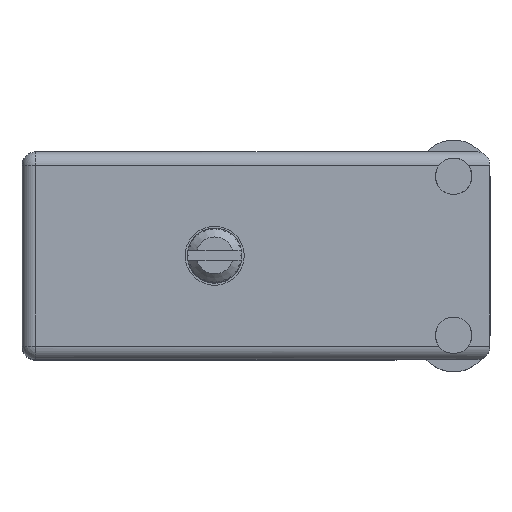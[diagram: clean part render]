
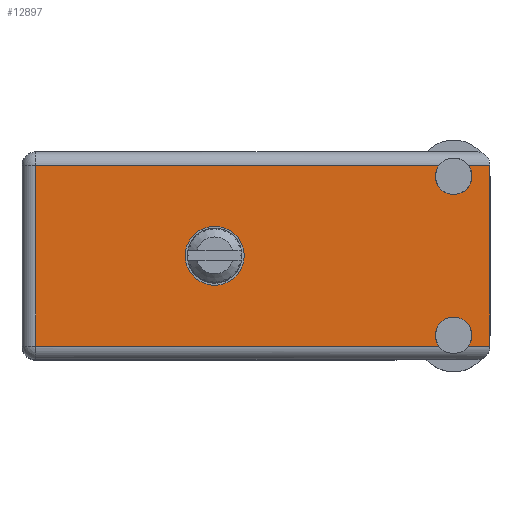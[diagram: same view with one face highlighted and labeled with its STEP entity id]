
A CAD part, top view. The second image highlights one B-rep face of the part: STEP entity #12897.
In plain terms, the highlighted face is planar.
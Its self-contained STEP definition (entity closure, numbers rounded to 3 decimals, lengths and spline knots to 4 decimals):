
#557 = DIRECTION ( 'NONE',  ( 0., 0., 1. ) ) ;
#2448 = CARTESIAN_POINT ( 'NONE',  ( 0.6625, 0.906, -0.256 ) ) ;
#4953 = CIRCLE ( 'NONE', #43187, 0.1015 ) ;
#5794 = ORIENTED_EDGE ( 'NONE', *, *, #123222, .F. ) ;
#10597 = DIRECTION ( 'NONE',  ( 0., 0., 1. ) ) ;
#11728 = CARTESIAN_POINT ( 'NONE',  ( 0., 0.906, -0.715 ) ) ;
#12897 = ADVANCED_FACE ( 'NONE', ( #127702, #151766 ), #112096, .T. ) ;
#13255 = CIRCLE ( 'NONE', #116221, 0.0625 ) ;
#16840 = DIRECTION ( 'NONE',  ( 1., 0., 0. ) ) ;
#17284 = DIRECTION ( 'NONE',  ( 1., 0., 0. ) ) ;
#18816 = LINE ( 'NONE', #35292, #172849 ) ;
#19557 = VERTEX_POINT ( 'NONE', #34596 ) ;
#19684 = VECTOR ( 'NONE', #103420, 39.3701 ) ;
#19775 = VERTEX_POINT ( 'NONE', #61130 ) ;
#21870 = DIRECTION ( 'NONE',  ( 0., 1., 0. ) ) ;
#26183 = EDGE_CURVE ( 'NONE', #19775, #104082, #60331, .T. ) ;
#30902 = CARTESIAN_POINT ( 'NONE',  ( 0., 0.906, -0.668 ) ) ;
#33673 = CARTESIAN_POINT ( 'NONE',  ( 0.047, 0.906, -0.668 ) ) ;
#34596 = CARTESIAN_POINT ( 'NONE',  ( 1.4336, 0.906, -0.047 ) ) ;
#35292 = CARTESIAN_POINT ( 'NONE',  ( 1.609, 0.906, 0. ) ) ;
#37539 = EDGE_CURVE ( 'NONE', #81317, #75902, #144356, .T. ) ;
#39851 = VERTEX_POINT ( 'NONE', #2448 ) ;
#40538 = CARTESIAN_POINT ( 'NONE',  ( 0., 0.906, -0.668 ) ) ;
#41370 = ORIENTED_EDGE ( 'NONE', *, *, #154086, .F. ) ;
#41421 = LINE ( 'NONE', #40538, #118993 ) ;
#41982 = CARTESIAN_POINT ( 'NONE',  ( 1.484, 0.906, -0.631 ) ) ;
#43187 = AXIS2_PLACEMENT_3D ( 'NONE', #122091, #92560, #10597 ) ;
#43337 = VERTEX_POINT ( 'NONE', #33673 ) ;
#46492 = CARTESIAN_POINT ( 'NONE',  ( 1.4336, 0.906, -0.668 ) ) ;
#47350 = ORIENTED_EDGE ( 'NONE', *, *, #120520, .T. ) ;
#47579 = LINE ( 'NONE', #131414, #166445 ) ;
#51270 = CARTESIAN_POINT ( 'NONE',  ( 0.6625, 0.906, -0.3575 ) ) ;
#54447 = CARTESIAN_POINT ( 'NONE',  ( 1.5344, 0.906, -0.047 ) ) ;
#60331 = LINE ( 'NONE', #30902, #81333 ) ;
#61130 = CARTESIAN_POINT ( 'NONE',  ( 1.609, 0.906, -0.668 ) ) ;
#61245 = DIRECTION ( 'NONE',  ( -1., 0., 0. ) ) ;
#66615 = AXIS2_PLACEMENT_3D ( 'NONE', #98480, #85556, #113220 ) ;
#67907 = DIRECTION ( 'NONE',  ( 0., 0., 1. ) ) ;
#68550 = DIRECTION ( 'NONE',  ( 0., 1., 0. ) ) ;
#69415 = AXIS2_PLACEMENT_3D ( 'NONE', #11728, #96464, #67907 ) ;
#74850 = LINE ( 'NONE', #146736, #19684 ) ;
#75902 = VERTEX_POINT ( 'NONE', #122989 ) ;
#76603 = ORIENTED_EDGE ( 'NONE', *, *, #161956, .F. ) ;
#80514 = EDGE_CURVE ( 'NONE', #166052, #93404, #87704, .T. ) ;
#81317 = VERTEX_POINT ( 'NONE', #46492 ) ;
#81333 = VECTOR ( 'NONE', #61245, 39.3701 ) ;
#85073 = DIRECTION ( 'NONE',  ( 0., 0., 1. ) ) ;
#85556 = DIRECTION ( 'NONE',  ( 0., 1., 0. ) ) ;
#87704 = LINE ( 'NONE', #114453, #95124 ) ;
#88431 = AXIS2_PLACEMENT_3D ( 'NONE', #164438, #90781, #178263 ) ;
#90781 = DIRECTION ( 'NONE',  ( 0., 1., 0. ) ) ;
#92560 = DIRECTION ( 'NONE',  ( 0., 1., 0. ) ) ;
#93404 = VERTEX_POINT ( 'NONE', #125335 ) ;
#94743 = CARTESIAN_POINT ( 'NONE',  ( 1.484, 0.906, -0.1465 ) ) ;
#95124 = VECTOR ( 'NONE', #16840, 39.3701 ) ;
#96464 = DIRECTION ( 'NONE',  ( 0., 1., 0. ) ) ;
#98480 = CARTESIAN_POINT ( 'NONE',  ( 1.484, 0.906, -0.084 ) ) ;
#103420 = DIRECTION ( 'NONE',  ( 0., 0., 1. ) ) ;
#103837 = ORIENTED_EDGE ( 'NONE', *, *, #80514, .T. ) ;
#104082 = VERTEX_POINT ( 'NONE', #126634 ) ;
#108730 = DIRECTION ( 'NONE',  ( -1., 0., 0. ) ) ;
#109174 = EDGE_CURVE ( 'NONE', #143276, #19557, #47579, .T. ) ;
#110360 = ORIENTED_EDGE ( 'NONE', *, *, #109174, .T. ) ;
#112096 = PLANE ( 'NONE',  #69415 ) ;
#113220 = DIRECTION ( 'NONE',  ( 0., 0., 1. ) ) ;
#113515 = VERTEX_POINT ( 'NONE', #172596 ) ;
#113530 = ORIENTED_EDGE ( 'NONE', *, *, #134004, .T. ) ;
#114453 = CARTESIAN_POINT ( 'NONE',  ( 1.609, 0.906, -0.047 ) ) ;
#115528 = DIRECTION ( 'NONE',  ( 0., 0., 1. ) ) ;
#116221 = AXIS2_PLACEMENT_3D ( 'NONE', #41982, #127640, #557 ) ;
#118993 = VECTOR ( 'NONE', #108730, 39.3701 ) ;
#119948 = EDGE_LOOP ( 'NONE', ( #110360, #144629, #41370, #103837, #5794, #129836, #76603, #154563, #113530, #47350 ) ) ;
#120520 = EDGE_CURVE ( 'NONE', #43337, #143276, #74850, .T. ) ;
#122091 = CARTESIAN_POINT ( 'NONE',  ( 0.6625, 0.906, -0.3575 ) ) ;
#122989 = CARTESIAN_POINT ( 'NONE',  ( 1.484, 0.906, -0.5685 ) ) ;
#123222 = EDGE_CURVE ( 'NONE', #19775, #93404, #18816, .T. ) ;
#125335 = CARTESIAN_POINT ( 'NONE',  ( 1.609, 0.906, -0.047 ) ) ;
#126634 = CARTESIAN_POINT ( 'NONE',  ( 1.5344, 0.906, -0.668 ) ) ;
#127640 = DIRECTION ( 'NONE',  ( 0., 1., 0. ) ) ;
#127702 = FACE_BOUND ( 'NONE', #144798, .T. ) ;
#129836 = ORIENTED_EDGE ( 'NONE', *, *, #26183, .T. ) ;
#130002 = EDGE_CURVE ( 'NONE', #164087, #19557, #145202, .T. ) ;
#131414 = CARTESIAN_POINT ( 'NONE',  ( 1.609, 0.906, -0.047 ) ) ;
#134004 = EDGE_CURVE ( 'NONE', #81317, #43337, #41421, .T. ) ;
#143276 = VERTEX_POINT ( 'NONE', #162984 ) ;
#144356 = CIRCLE ( 'NONE', #88431, 0.0625 ) ;
#144629 = ORIENTED_EDGE ( 'NONE', *, *, #130002, .F. ) ;
#144798 = EDGE_LOOP ( 'NONE', ( #159307, #162310 ) ) ;
#145202 = CIRCLE ( 'NONE', #174611, 0.0625 ) ;
#146736 = CARTESIAN_POINT ( 'NONE',  ( 0.047, 0.906, -0.715 ) ) ;
#149006 = DIRECTION ( 'NONE',  ( 0., 0., 1. ) ) ;
#151766 = FACE_OUTER_BOUND ( 'NONE', #119948, .T. ) ;
#153488 = EDGE_CURVE ( 'NONE', #39851, #113515, #154917, .T. ) ;
#154086 = EDGE_CURVE ( 'NONE', #166052, #164087, #169609, .T. ) ;
#154563 = ORIENTED_EDGE ( 'NONE', *, *, #37539, .F. ) ;
#154917 = CIRCLE ( 'NONE', #175498, 0.1015 ) ;
#155135 = CARTESIAN_POINT ( 'NONE',  ( 1.484, 0.906, -0.084 ) ) ;
#159307 = ORIENTED_EDGE ( 'NONE', *, *, #153488, .F. ) ;
#161956 = EDGE_CURVE ( 'NONE', #75902, #104082, #13255, .T. ) ;
#162310 = ORIENTED_EDGE ( 'NONE', *, *, #177847, .F. ) ;
#162984 = CARTESIAN_POINT ( 'NONE',  ( 0.047, 0.906, -0.047 ) ) ;
#164087 = VERTEX_POINT ( 'NONE', #94743 ) ;
#164438 = CARTESIAN_POINT ( 'NONE',  ( 1.484, 0.906, -0.631 ) ) ;
#166052 = VERTEX_POINT ( 'NONE', #54447 ) ;
#166445 = VECTOR ( 'NONE', #17284, 39.3701 ) ;
#169609 = CIRCLE ( 'NONE', #66615, 0.0625 ) ;
#172596 = CARTESIAN_POINT ( 'NONE',  ( 0.6625, 0.906, -0.459 ) ) ;
#172849 = VECTOR ( 'NONE', #115528, 39.3701 ) ;
#174611 = AXIS2_PLACEMENT_3D ( 'NONE', #155135, #68550, #85073 ) ;
#175498 = AXIS2_PLACEMENT_3D ( 'NONE', #51270, #21870, #149006 ) ;
#177847 = EDGE_CURVE ( 'NONE', #113515, #39851, #4953, .T. ) ;
#178263 = DIRECTION ( 'NONE',  ( 0., 0., 1. ) ) ;
